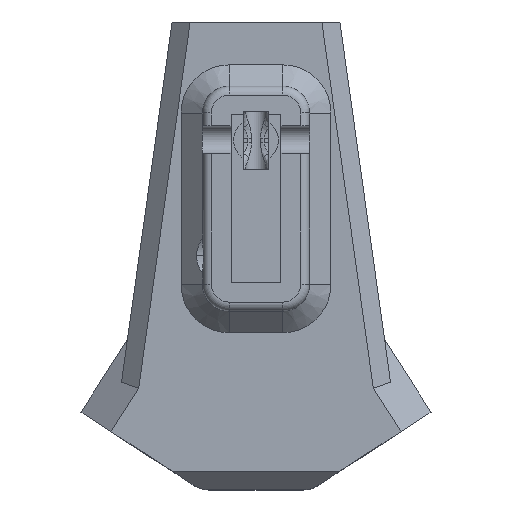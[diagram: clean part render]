
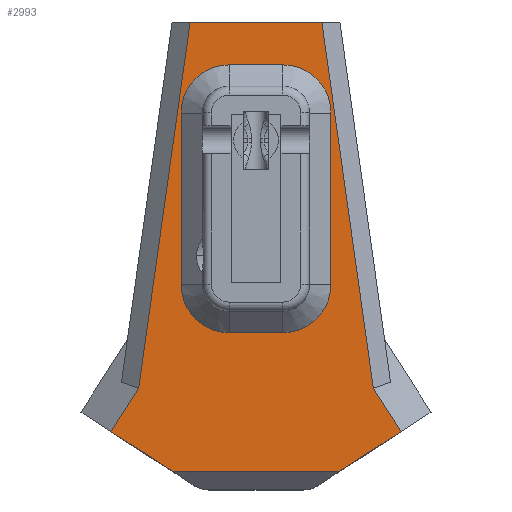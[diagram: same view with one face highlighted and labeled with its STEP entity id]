
A CAD part, top view. The second image highlights one B-rep face of the part: STEP entity #2993.
In plain terms, the highlighted planar face has unit normal (0, 0, 1).
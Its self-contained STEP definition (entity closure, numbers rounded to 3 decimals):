
#55 = DIRECTION ( 'NONE',  ( 0., 0., -1. ) ) ;
#168 = EDGE_CURVE ( 'NONE', #2722, #6558, #1114, .T. ) ;
#358 = AXIS2_PLACEMENT_3D ( 'NONE', #6452, #3102, #1666 ) ;
#413 = CARTESIAN_POINT ( 'NONE',  ( -9.27, -24.2, 7.4 ) ) ;
#428 = CARTESIAN_POINT ( 'NONE',  ( 9.27, -24.2, 7.4 ) ) ;
#508 = EDGE_CURVE ( 'NONE', #2128, #3777, #2731, .T. ) ;
#528 = CARTESIAN_POINT ( 'NONE',  ( 13.148, -14.839, 7.4 ) ) ;
#572 = CIRCLE ( 'NONE', #4720, 5.4 ) ;
#600 = CARTESIAN_POINT ( 'NONE',  ( 0., -24.2, 7.4 ) ) ;
#630 = ORIENTED_EDGE ( 'NONE', *, *, #6786, .T. ) ;
#653 = ORIENTED_EDGE ( 'NONE', *, *, #3506, .T. ) ;
#706 = LINE ( 'NONE', #6474, #2739 ) ;
#788 = ORIENTED_EDGE ( 'NONE', *, *, #2619, .T. ) ;
#805 = VECTOR ( 'NONE', #4625, 1000. ) ;
#884 = EDGE_CURVE ( 'NONE', #6206, #4978, #2913, .T. ) ;
#906 = FACE_OUTER_BOUND ( 'NONE', #4068, .T. ) ;
#939 = EDGE_CURVE ( 'NONE', #1033, #4391, #2159, .T. ) ;
#981 = EDGE_LOOP ( 'NONE', ( #3125, #4073, #2790, #2098, #630, #6894, #1723, #5309 ) ) ;
#1015 = VECTOR ( 'NONE', #6860, 1000. ) ;
#1033 = VERTEX_POINT ( 'NONE', #413 ) ;
#1080 = LINE ( 'NONE', #4921, #6266 ) ;
#1114 = LINE ( 'NONE', #1644, #1508 ) ;
#1268 = DIRECTION ( 'NONE',  ( 0.839, -0.545, 0. ) ) ;
#1301 = LINE ( 'NONE', #6680, #5379 ) ;
#1327 = VERTEX_POINT ( 'NONE', #3352 ) ;
#1348 = VECTOR ( 'NONE', #6386, 1000. ) ;
#1404 = CARTESIAN_POINT ( 'NONE',  ( -6.191, -26.2, 7.4 ) ) ;
#1508 = VECTOR ( 'NONE', #2705, 1000. ) ;
#1644 = CARTESIAN_POINT ( 'NONE',  ( -8.4, 16., 7.4 ) ) ;
#1666 = DIRECTION ( 'NONE',  ( -1., 0., 0. ) ) ;
#1684 = CARTESIAN_POINT ( 'NONE',  ( -13.148, -14.839, 7.4 ) ) ;
#1723 = ORIENTED_EDGE ( 'NONE', *, *, #3830, .T. ) ;
#1943 = DIRECTION ( 'NONE',  ( -1., 0., 0. ) ) ;
#1956 = CARTESIAN_POINT ( 'NONE',  ( 8.4, 16., 7.4 ) ) ;
#2040 = VERTEX_POINT ( 'NONE', #528 ) ;
#2098 = ORIENTED_EDGE ( 'NONE', *, *, #4279, .T. ) ;
#2128 = VERTEX_POINT ( 'NONE', #4945 ) ;
#2159 = LINE ( 'NONE', #600, #1348 ) ;
#2284 = CARTESIAN_POINT ( 'NONE',  ( -7.38, 26.2, 7.4 ) ) ;
#2471 = CARTESIAN_POINT ( 'NONE',  ( 3., 16., 7.4 ) ) ;
#2502 = CARTESIAN_POINT ( 'NONE',  ( 19.609, -17.486, 7.4 ) ) ;
#2562 = AXIS2_PLACEMENT_3D ( 'NONE', #3774, #55, #5910 ) ;
#2584 = DIRECTION ( 'NONE',  ( 0., 0., -1. ) ) ;
#2619 = EDGE_CURVE ( 'NONE', #2040, #2128, #3113, .T. ) ;
#2640 = VERTEX_POINT ( 'NONE', #5879 ) ;
#2673 = CARTESIAN_POINT ( 'NONE',  ( 7.419, 25.922, 7.4 ) ) ;
#2705 = DIRECTION ( 'NONE',  ( 0., 1., 0. ) ) ;
#2722 = VERTEX_POINT ( 'NONE', #2801 ) ;
#2731 = LINE ( 'NONE', #2830, #3688 ) ;
#2739 = VECTOR ( 'NONE', #2883, 1000. ) ;
#2744 = ORIENTED_EDGE ( 'NONE', *, *, #5548, .T. ) ;
#2765 = DIRECTION ( 'NONE',  ( -0.541, -0.841, 0. ) ) ;
#2790 = ORIENTED_EDGE ( 'NONE', *, *, #3758, .T. ) ;
#2801 = CARTESIAN_POINT ( 'NONE',  ( -8.4, -3.2, 7.4 ) ) ;
#2830 = CARTESIAN_POINT ( 'NONE',  ( -9.4, 26.2, 7.4 ) ) ;
#2883 = DIRECTION ( 'NONE',  ( 1., 0., 0. ) ) ;
#2913 = CIRCLE ( 'NONE', #3571, 5.4 ) ;
#2993 = ADVANCED_FACE ( 'NONE', ( #4318, #906 ), #5171, .F. ) ;
#3004 = AXIS2_PLACEMENT_3D ( 'NONE', #6055, #4615, #4478 ) ;
#3102 = DIRECTION ( 'NONE',  ( 0., 0., -1. ) ) ;
#3112 = CIRCLE ( 'NONE', #2562, 5.4 ) ;
#3113 = LINE ( 'NONE', #2673, #1015 ) ;
#3125 = ORIENTED_EDGE ( 'NONE', *, *, #884, .T. ) ;
#3296 = EDGE_CURVE ( 'NONE', #1327, #6206, #706, .T. ) ;
#3305 = ORIENTED_EDGE ( 'NONE', *, *, #508, .T. ) ;
#3352 = CARTESIAN_POINT ( 'NONE',  ( -3., 21.4, 7.4 ) ) ;
#3506 = EDGE_CURVE ( 'NONE', #4391, #6743, #5147, .T. ) ;
#3519 = CARTESIAN_POINT ( 'NONE',  ( -8.4, 16., 7.4 ) ) ;
#3571 = AXIS2_PLACEMENT_3D ( 'NONE', #2471, #4597, #1943 ) ;
#3688 = VECTOR ( 'NONE', #4916, 1000. ) ;
#3722 = VERTEX_POINT ( 'NONE', #1684 ) ;
#3758 = EDGE_CURVE ( 'NONE', #3988, #5752, #3112, .T. ) ;
#3774 = CARTESIAN_POINT ( 'NONE',  ( 3., -3.2, 7.4 ) ) ;
#3777 = VERTEX_POINT ( 'NONE', #2284 ) ;
#3830 = EDGE_CURVE ( 'NONE', #6558, #1327, #5233, .T. ) ;
#3849 = EDGE_CURVE ( 'NONE', #2640, #1033, #5530, .T. ) ;
#3988 = VERTEX_POINT ( 'NONE', #6852 ) ;
#4068 = EDGE_LOOP ( 'NONE', ( #6683, #6928, #653, #5209, #788, #3305, #2744, #5920 ) ) ;
#4073 = ORIENTED_EDGE ( 'NONE', *, *, #4872, .T. ) ;
#4079 = CARTESIAN_POINT ( 'NONE',  ( -10.848, 1.525, 7.4 ) ) ;
#4192 = CARTESIAN_POINT ( 'NONE',  ( 16.255, -19.664, 7.4 ) ) ;
#4260 = CARTESIAN_POINT ( 'NONE',  ( -2.54, 1.636, 7.4 ) ) ;
#4279 = EDGE_CURVE ( 'NONE', #5752, #5639, #4641, .T. ) ;
#4318 = FACE_BOUND ( 'NONE', #981, .T. ) ;
#4391 = VERTEX_POINT ( 'NONE', #428 ) ;
#4478 = DIRECTION ( 'NONE',  ( -1., 0., 0. ) ) ;
#4597 = DIRECTION ( 'NONE',  ( 0., 0., -1. ) ) ;
#4615 = DIRECTION ( 'NONE',  ( 0., 0., -1. ) ) ;
#4625 = DIRECTION ( 'NONE',  ( 0.839, 0.545, 0. ) ) ;
#4641 = LINE ( 'NONE', #5689, #6689 ) ;
#4720 = AXIS2_PLACEMENT_3D ( 'NONE', #5230, #2584, #6879 ) ;
#4872 = EDGE_CURVE ( 'NONE', #4978, #3988, #1301, .T. ) ;
#4916 = DIRECTION ( 'NONE',  ( -1., 0., 0. ) ) ;
#4921 = CARTESIAN_POINT ( 'NONE',  ( 11.04, -11.565, 7.4 ) ) ;
#4945 = CARTESIAN_POINT ( 'NONE',  ( 7.38, 26.2, 7.4 ) ) ;
#4976 = CARTESIAN_POINT ( 'NONE',  ( 3., 21.4, 7.4 ) ) ;
#4978 = VERTEX_POINT ( 'NONE', #1956 ) ;
#5147 = LINE ( 'NONE', #2502, #805 ) ;
#5171 = PLANE ( 'NONE',  #358 ) ;
#5209 = ORIENTED_EDGE ( 'NONE', *, *, #5213, .T. ) ;
#5211 = EDGE_CURVE ( 'NONE', #3722, #2640, #5902, .T. ) ;
#5213 = EDGE_CURVE ( 'NONE', #6743, #2040, #1080, .T. ) ;
#5230 = CARTESIAN_POINT ( 'NONE',  ( -3., -3.2, 7.4 ) ) ;
#5233 = CIRCLE ( 'NONE', #3004, 5.4 ) ;
#5309 = ORIENTED_EDGE ( 'NONE', *, *, #3296, .T. ) ;
#5379 = VECTOR ( 'NONE', #6193, 1000. ) ;
#5530 = LINE ( 'NONE', #1404, #5568 ) ;
#5548 = EDGE_CURVE ( 'NONE', #3777, #3722, #6735, .T. ) ;
#5568 = VECTOR ( 'NONE', #1268, 1000. ) ;
#5639 = VERTEX_POINT ( 'NONE', #6902 ) ;
#5689 = CARTESIAN_POINT ( 'NONE',  ( -3., -8.6, 7.4 ) ) ;
#5752 = VERTEX_POINT ( 'NONE', #6562 ) ;
#5792 = DIRECTION ( 'NONE',  ( -1., 0., 0. ) ) ;
#5879 = CARTESIAN_POINT ( 'NONE',  ( -16.255, -19.664, 7.4 ) ) ;
#5902 = LINE ( 'NONE', #4260, #6149 ) ;
#5910 = DIRECTION ( 'NONE',  ( -1., 0., 0. ) ) ;
#5920 = ORIENTED_EDGE ( 'NONE', *, *, #5211, .T. ) ;
#6055 = CARTESIAN_POINT ( 'NONE',  ( -3., 16., 7.4 ) ) ;
#6149 = VECTOR ( 'NONE', #2765, 1000. ) ;
#6193 = DIRECTION ( 'NONE',  ( 0., -1., 0. ) ) ;
#6206 = VERTEX_POINT ( 'NONE', #4976 ) ;
#6217 = DIRECTION ( 'NONE',  ( -0.139, -0.99, 0. ) ) ;
#6266 = VECTOR ( 'NONE', #6461, 1000. ) ;
#6377 = VECTOR ( 'NONE', #6217, 1000. ) ;
#6386 = DIRECTION ( 'NONE',  ( 1., 0., 0. ) ) ;
#6452 = CARTESIAN_POINT ( 'NONE',  ( 0., 0., 7.4 ) ) ;
#6461 = DIRECTION ( 'NONE',  ( -0.541, 0.841, 0. ) ) ;
#6474 = CARTESIAN_POINT ( 'NONE',  ( 3., 21.4, 7.4 ) ) ;
#6558 = VERTEX_POINT ( 'NONE', #3519 ) ;
#6562 = CARTESIAN_POINT ( 'NONE',  ( 3., -8.6, 7.4 ) ) ;
#6680 = CARTESIAN_POINT ( 'NONE',  ( 8.4, -3.2, 7.4 ) ) ;
#6683 = ORIENTED_EDGE ( 'NONE', *, *, #3849, .T. ) ;
#6689 = VECTOR ( 'NONE', #5792, 1000. ) ;
#6735 = LINE ( 'NONE', #4079, #6377 ) ;
#6743 = VERTEX_POINT ( 'NONE', #4192 ) ;
#6786 = EDGE_CURVE ( 'NONE', #5639, #2722, #572, .T. ) ;
#6852 = CARTESIAN_POINT ( 'NONE',  ( 8.4, -3.2, 7.4 ) ) ;
#6860 = DIRECTION ( 'NONE',  ( -0.139, 0.99, 0. ) ) ;
#6879 = DIRECTION ( 'NONE',  ( -1., 0., 0. ) ) ;
#6894 = ORIENTED_EDGE ( 'NONE', *, *, #168, .T. ) ;
#6902 = CARTESIAN_POINT ( 'NONE',  ( -3., -8.6, 7.4 ) ) ;
#6928 = ORIENTED_EDGE ( 'NONE', *, *, #939, .T. ) ;
